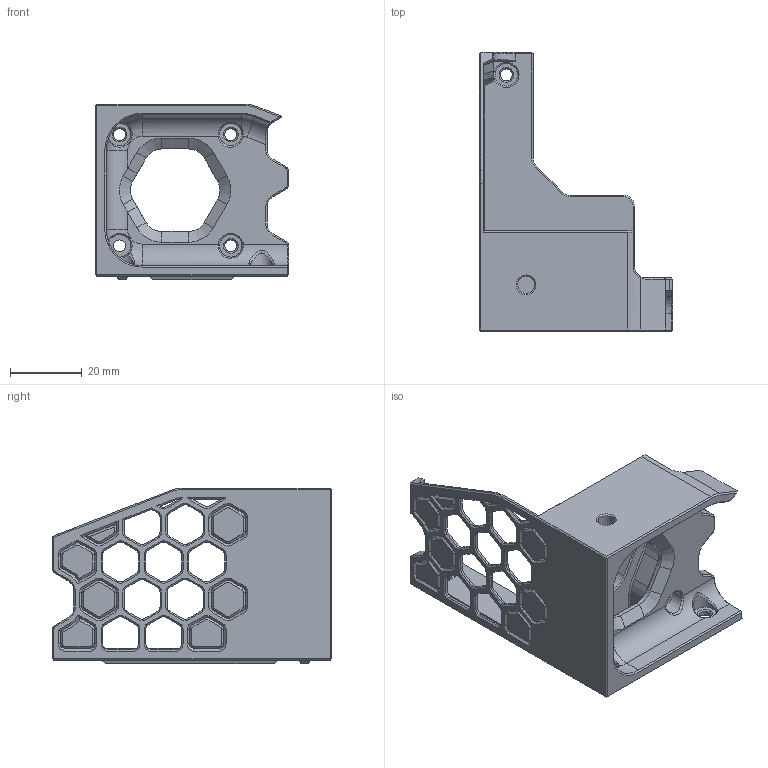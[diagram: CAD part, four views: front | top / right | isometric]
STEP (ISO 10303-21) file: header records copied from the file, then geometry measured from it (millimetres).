
FILE_DESCRIPTION(/* description */ (''),/* implementation_level */ '2;1');
FILE_NAME(/* name */ 'Front Right Z Motor Mount MMU.step',/* time_stamp */ '2024-02-28T09:03:37Z',/* author */ (''),/* organization */ (''),/* preprocessor_version */ 'ST-DEVELOPER v20',/* originating_system */ 'Autodesk Translation Framework v12.20.1.177',/* authorisation */ '');
FILE_SCHEMA (('AUTOMOTIVE_DESIGN { 1 0 10303 214 3 1 1 }'));
Length unit declared in the file: millimetre
Products named in the file (3): Front Right Z Motor Mount MMU; Primary; Accent
Assembly tree (2 placements, depth 2):
  Front Right Z Motor Mount MMU
    Primary
    Accent
Bounding box: 53.8 x 77.8 x 49 mm (x, y, z)
Volume: 34053.6 mm3; surface area: 19266.7 mm2
Topology: 8 solids, 8 shells, 792 faces, 1992 edges, 1223 vertices
Faces by surface type: plane 418, cone 223, cylinder 112, bspline 39
Full cylindrical faces by diameter (mm): 3.3 x7, 4.7 x1, 6.25 x7
Entity records: 24872 total; most frequent: CARTESIAN_POINT 5765, ORIENTED_EDGE 3980, DIRECTION 3923, EDGE_CURVE 1990, LINE 1351, VECTOR 1351, AXIS2_PLACEMENT_3D 1286, VERTEX_POINT 1223
